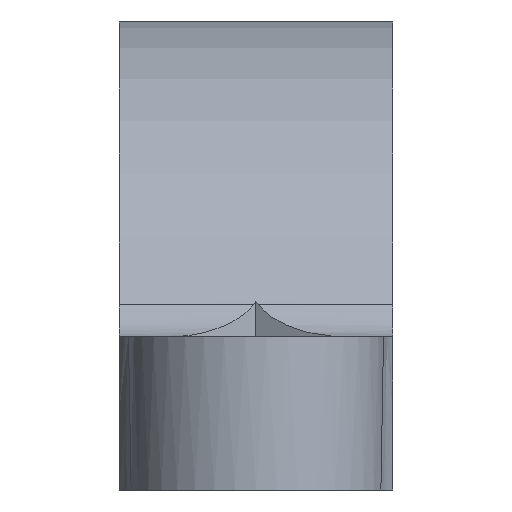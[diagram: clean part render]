
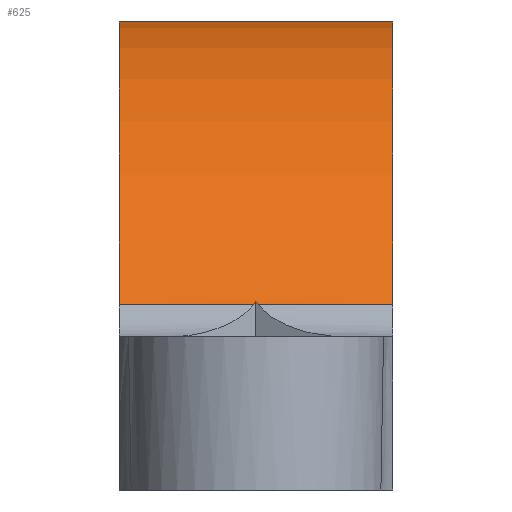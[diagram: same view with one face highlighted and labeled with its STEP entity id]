
A CAD part, front view. The second image highlights one B-rep face of the part: STEP entity #625.
In plain terms, the highlighted cylindrical face has radius 22.25 mm (diameter 44.5 mm), a partial arc.
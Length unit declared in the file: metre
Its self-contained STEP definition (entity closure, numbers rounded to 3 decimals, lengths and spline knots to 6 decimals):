
#60=ELLIPSE('',#676,0.0445,0.02225);
#61=ELLIPSE('',#677,0.0445,0.02225);
#62=ELLIPSE('',#679,0.0445,0.02225);
#63=ELLIPSE('',#680,0.0445,0.02225);
#68=LINE('',#904,#118);
#69=LINE('',#909,#119);
#70=LINE('',#915,#120);
#71=LINE('',#919,#121);
#118=VECTOR('',#739,1.);
#119=VECTOR('',#742,1.);
#120=VECTOR('',#747,1.);
#121=VECTOR('',#750,1.);
#170=ORIENTED_EDGE('',*,*,#358,.T.);
#171=ORIENTED_EDGE('',*,*,#359,.F.);
#172=ORIENTED_EDGE('',*,*,#360,.T.);
#173=ORIENTED_EDGE('',*,*,#361,.T.);
#174=ORIENTED_EDGE('',*,*,#362,.T.);
#175=ORIENTED_EDGE('',*,*,#363,.T.);
#176=ORIENTED_EDGE('',*,*,#364,.T.);
#177=ORIENTED_EDGE('',*,*,#365,.T.);
#178=ORIENTED_EDGE('',*,*,#366,.F.);
#179=ORIENTED_EDGE('',*,*,#367,.F.);
#358=EDGE_CURVE('',#452,#453,#68,.T.);
#359=EDGE_CURVE('',#454,#453,#516,.F.);
#360=EDGE_CURVE('',#454,#455,#69,.F.);
#361=EDGE_CURVE('',#455,#456,#60,.F.);
#362=EDGE_CURVE('',#456,#457,#61,.F.);
#363=EDGE_CURVE('',#457,#458,#70,.F.);
#364=EDGE_CURVE('',#458,#459,#517,.F.);
#365=EDGE_CURVE('',#459,#460,#71,.T.);
#366=EDGE_CURVE('',#461,#460,#62,.F.);
#367=EDGE_CURVE('',#452,#461,#63,.F.);
#452=VERTEX_POINT('',#905);
#453=VERTEX_POINT('',#906);
#454=VERTEX_POINT('',#908);
#455=VERTEX_POINT('',#910);
#456=VERTEX_POINT('',#912);
#457=VERTEX_POINT('',#914);
#458=VERTEX_POINT('',#916);
#459=VERTEX_POINT('',#918);
#460=VERTEX_POINT('',#920);
#461=VERTEX_POINT('',#922);
#516=CIRCLE('',#675,0.02225);
#517=CIRCLE('',#678,0.02225);
#536=EDGE_LOOP('',(#170,#171,#172,#173,#174,#175,#176,#177,#178,#179));
#576=FACE_BOUND('',#536,.T.);
#615=CYLINDRICAL_SURFACE('',#674,0.02225);
#625=ADVANCED_FACE('',(#576),#615,.T.);
#674=AXIS2_PLACEMENT_3D('',#903,#737,#738);
#675=AXIS2_PLACEMENT_3D('',#907,#740,#741);
#676=AXIS2_PLACEMENT_3D('',#911,#743,#744);
#677=AXIS2_PLACEMENT_3D('',#913,#745,#746);
#678=AXIS2_PLACEMENT_3D('',#917,#748,#749);
#679=AXIS2_PLACEMENT_3D('',#921,#751,#752);
#680=AXIS2_PLACEMENT_3D('',#923,#753,#754);
#737=DIRECTION('',(1.,0.,0.));
#738=DIRECTION('',(0.,0.,-1.));
#739=DIRECTION('',(1.,0.,0.));
#740=DIRECTION('',(-1.,0.,0.));
#741=DIRECTION('',(0.,0.,1.));
#742=DIRECTION('',(1.,0.,0.));
#743=DIRECTION('',(-0.5,0.866,0.));
#744=DIRECTION('',(0.866,0.5,0.));
#745=DIRECTION('',(0.5,0.866,0.));
#746=DIRECTION('',(0.866,-0.5,0.));
#747=DIRECTION('',(1.,0.,0.));
#748=DIRECTION('',(-1.,0.,0.));
#749=DIRECTION('',(0.,0.,1.));
#750=DIRECTION('',(1.,0.,0.));
#751=DIRECTION('',(-0.5,0.866,0.));
#752=DIRECTION('',(0.866,0.5,0.));
#753=DIRECTION('',(0.5,0.866,0.));
#754=DIRECTION('',(0.866,-0.5,0.));
#903=CARTESIAN_POINT('',(-0.03588,0.,0.));
#904=CARTESIAN_POINT('',(-0.03588,-0.020295,0.009119));
#905=CARTESIAN_POINT('',(-0.02941,-0.020295,0.009119));
#906=CARTESIAN_POINT('',(-0.023178,-0.020295,0.009119));
#907=CARTESIAN_POINT('',(-0.023178,0.,0.));
#908=CARTESIAN_POINT('',(-0.023178,0.020295,0.009119));
#909=CARTESIAN_POINT('',(-0.03588,0.020295,0.009119));
#910=CARTESIAN_POINT('',(-0.02941,0.020295,0.009119));
#911=CARTESIAN_POINT('',(-0.064563,0.,0.));
#912=CARTESIAN_POINT('',(-0.029528,0.020228,0.009269));
#913=CARTESIAN_POINT('',(0.005508,0.,0.));
#914=CARTESIAN_POINT('',(-0.029645,0.020295,0.009119));
#915=CARTESIAN_POINT('',(-0.03588,0.020295,0.009119));
#916=CARTESIAN_POINT('',(-0.035878,0.020295,0.009119));
#917=CARTESIAN_POINT('',(-0.035878,0.,0.));
#918=CARTESIAN_POINT('',(-0.035878,-0.020295,0.009119));
#919=CARTESIAN_POINT('',(-0.03588,-0.020295,0.009119));
#920=CARTESIAN_POINT('',(-0.029645,-0.020295,0.009119));
#921=CARTESIAN_POINT('',(0.005508,0.,0.));
#922=CARTESIAN_POINT('',(-0.029528,-0.020228,0.009269));
#923=CARTESIAN_POINT('',(-0.064563,0.,0.));
